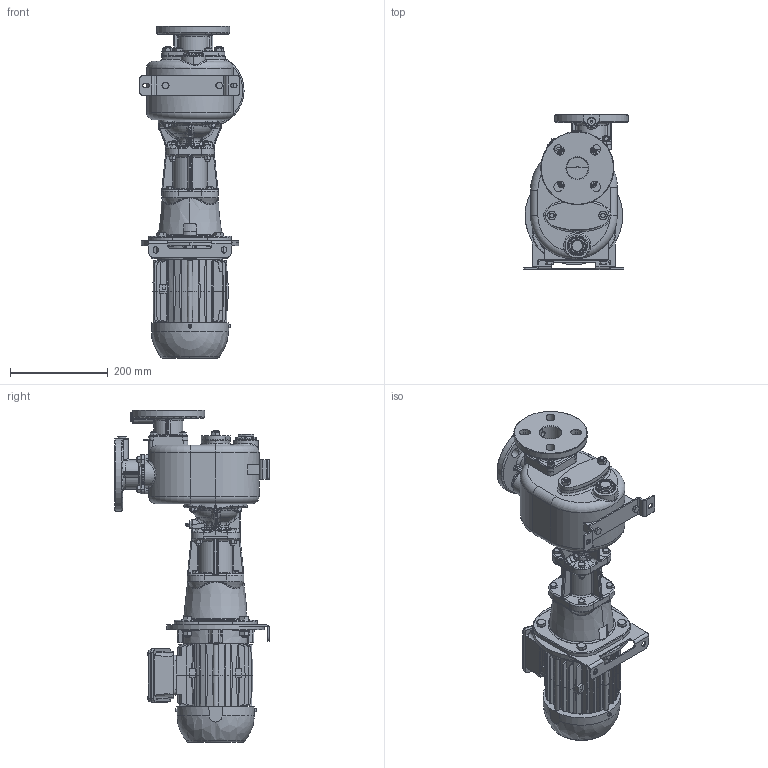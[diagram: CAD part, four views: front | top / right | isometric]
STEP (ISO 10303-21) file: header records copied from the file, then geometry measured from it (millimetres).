
FILE_DESCRIPTION((''),'2;1');
FILE_NAME('S_40_BBT_F_SW0001','2016-03-14T',('Nicola'),(''),'CREO PARAMETRIC BY PTC INC, 2015290','CREO PARAMETRIC BY PTC INC, 2015290','');
FILE_SCHEMA(('CONFIG_CONTROL_DESIGN'));
Products named in the file (1): S_40_BBT_F_SW0001
Bounding box: 213.47 x 317 x 680.3 mm (x, y, z)
Volume: 10662894.1 mm3; surface area: 877490.6 mm2
Topology: 1 solids, 1 shells, 3722 faces, 8984 edges, 5522 vertices
Faces by surface type: plane 1735, cylinder 714, cone 606, bspline 440, torus 193, sphere 23, extrusion 6, revolution 5
Entity records: 165910 total; most frequent: CARTESIAN_POINT 83530, ORIENTED_EDGE 17956, DIRECTION 15807, EDGE_CURVE 8978, AXIS2_PLACEMENT_3D 5892, VERTEX_POINT 5522, EDGE_LOOP 4056, VECTOR 4018
